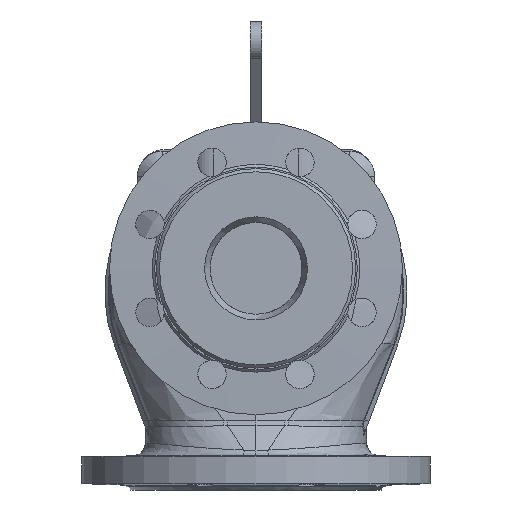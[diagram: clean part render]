
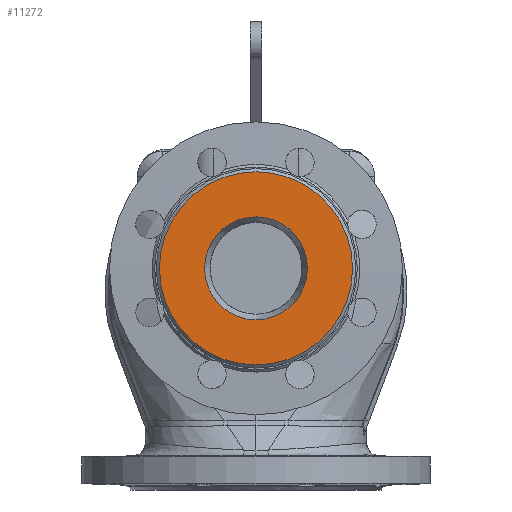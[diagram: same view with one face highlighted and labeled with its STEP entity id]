
A CAD part, front view. The second image highlights one B-rep face of the part: STEP entity #11272.
In plain terms, the highlighted planar face has unit normal (0, -1, 0).
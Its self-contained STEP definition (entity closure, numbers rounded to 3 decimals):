
#218=FACE_BOUND('',#2124,.T.);
#339=PLANE('',#12109);
#938=CIRCLE('',#12108,32.5);
#939=CIRCLE('',#12110,61.);
#1419=FACE_OUTER_BOUND('',#2123,.T.);
#2123=EDGE_LOOP('',(#8273));
#2124=EDGE_LOOP('',(#8274));
#4816=VERTEX_POINT('',#31684);
#4817=VERTEX_POINT('',#31688);
#6108=EDGE_CURVE('',#4816,#4816,#938,.T.);
#6109=EDGE_CURVE('',#4817,#4817,#939,.T.);
#8273=ORIENTED_EDGE('',*,*,#6109,.F.);
#8274=ORIENTED_EDGE('',*,*,#6108,.F.);
#11272=ADVANCED_FACE('',(#1419,#218),#339,.T.);
#12108=AXIS2_PLACEMENT_3D('',#31686,#13490,#13491);
#12109=AXIS2_PLACEMENT_3D('',#31687,#13492,#13493);
#12110=AXIS2_PLACEMENT_3D('',#31689,#13494,#13495);
#13490=DIRECTION('center_axis',(0.,-1.,0.));
#13491=DIRECTION('ref_axis',(0.,0.,-1.));
#13492=DIRECTION('center_axis',(0.,-1.,0.));
#13493=DIRECTION('ref_axis',(0.,0.,1.));
#13494=DIRECTION('center_axis',(0.,1.,0.));
#13495=DIRECTION('ref_axis',(0.,0.,-1.));
#31684=CARTESIAN_POINT('',(0.,-170.,-32.5));
#31686=CARTESIAN_POINT('Origin',(0.,-170.,0.));
#31687=CARTESIAN_POINT('Origin',(0.,-170.,0.));
#31688=CARTESIAN_POINT('',(0.,-170.,61.));
#31689=CARTESIAN_POINT('Origin',(0.,-170.,0.));
